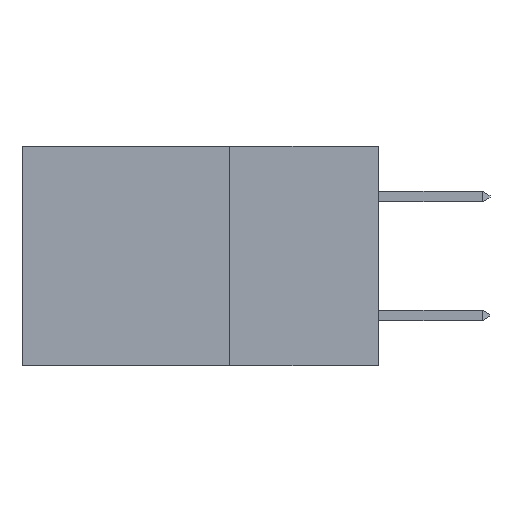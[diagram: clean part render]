
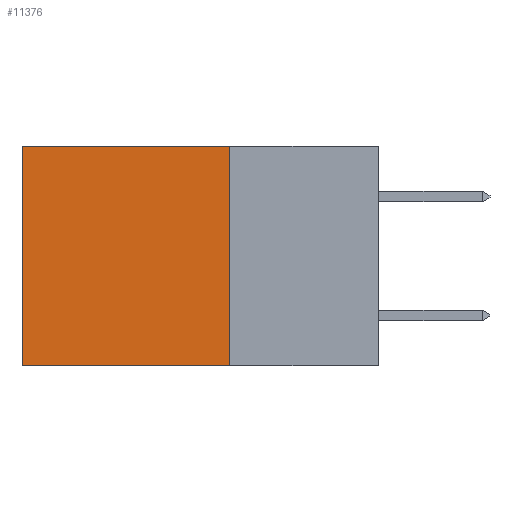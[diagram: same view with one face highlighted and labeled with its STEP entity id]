
A CAD part, left-side view. The second image highlights one B-rep face of the part: STEP entity #11376.
In plain terms, the highlighted planar face has unit normal (-1, 0, 0).
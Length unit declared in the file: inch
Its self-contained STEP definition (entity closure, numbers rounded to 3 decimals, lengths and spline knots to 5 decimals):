
#1626 = PLANE ( 'NONE',  #18674 ) ;
#2616 = VERTEX_POINT ( 'NONE', #24979 ) ;
#2996 = CARTESIAN_POINT ( 'NONE',  ( 0.298, 0.25, 0. ) ) ;
#3098 = VECTOR ( 'NONE', #24469, 39.37008 ) ;
#3212 = FACE_OUTER_BOUND ( 'NONE', #14028, .T. ) ;
#5329 = VECTOR ( 'NONE', #5812, 39.37008 ) ;
#5725 = CARTESIAN_POINT ( 'NONE',  ( 0.298, 0.6, -0.37 ) ) ;
#5812 = DIRECTION ( 'NONE',  ( 0., 0., -1. ) ) ;
#5968 = DIRECTION ( 'NONE',  ( 1., 0., 0. ) ) ;
#6282 = VERTEX_POINT ( 'NONE', #25355 ) ;
#6680 = EDGE_CURVE ( 'NONE', #2616, #16296, #20480, .T. ) ;
#6739 = LINE ( 'NONE', #23755, #27176 ) ;
#7057 = VERTEX_POINT ( 'NONE', #19523 ) ;
#7672 = ORIENTED_EDGE ( 'NONE', *, *, #16356, .F. ) ;
#10488 = LINE ( 'NONE', #14601, #5329 ) ;
#11376 = ADVANCED_FACE ( 'NONE', ( #3212 ), #1626, .F. ) ;
#12677 = VECTOR ( 'NONE', #24784, 39.37008 ) ;
#13791 = EDGE_CURVE ( 'NONE', #7057, #6282, #18475, .T. ) ;
#14028 = EDGE_LOOP ( 'NONE', ( #16550, #22591, #7672, #20339 ) ) ;
#14601 = CARTESIAN_POINT ( 'NONE',  ( 0.298, 0.25, 0. ) ) ;
#15464 = EDGE_CURVE ( 'NONE', #6282, #16296, #6739, .T. ) ;
#16296 = VERTEX_POINT ( 'NONE', #5725 ) ;
#16356 = EDGE_CURVE ( 'NONE', #7057, #2616, #10488, .T. ) ;
#16550 = ORIENTED_EDGE ( 'NONE', *, *, #15464, .T. ) ;
#16879 = CARTESIAN_POINT ( 'NONE',  ( 0.298, 0.25, 0. ) ) ;
#18475 = LINE ( 'NONE', #2996, #12677 ) ;
#18674 = AXIS2_PLACEMENT_3D ( 'NONE', #16879, #5968, #21232 ) ;
#19523 = CARTESIAN_POINT ( 'NONE',  ( 0.298, 0.25, 0. ) ) ;
#20339 = ORIENTED_EDGE ( 'NONE', *, *, #13791, .T. ) ;
#20480 = LINE ( 'NONE', #22310, #3098 ) ;
#21232 = DIRECTION ( 'NONE',  ( 0., 0., -1. ) ) ;
#22310 = CARTESIAN_POINT ( 'NONE',  ( 0.298, 0.25, -0.37 ) ) ;
#22591 = ORIENTED_EDGE ( 'NONE', *, *, #6680, .F. ) ;
#23755 = CARTESIAN_POINT ( 'NONE',  ( 0.298, 0.6, 0. ) ) ;
#24469 = DIRECTION ( 'NONE',  ( 0., 1., 0. ) ) ;
#24784 = DIRECTION ( 'NONE',  ( 0., 1., 0. ) ) ;
#24979 = CARTESIAN_POINT ( 'NONE',  ( 0.298, 0.25, -0.37 ) ) ;
#25355 = CARTESIAN_POINT ( 'NONE',  ( 0.298, 0.6, 0. ) ) ;
#26029 = DIRECTION ( 'NONE',  ( 0., 0., -1. ) ) ;
#27176 = VECTOR ( 'NONE', #26029, 39.37008 ) ;
